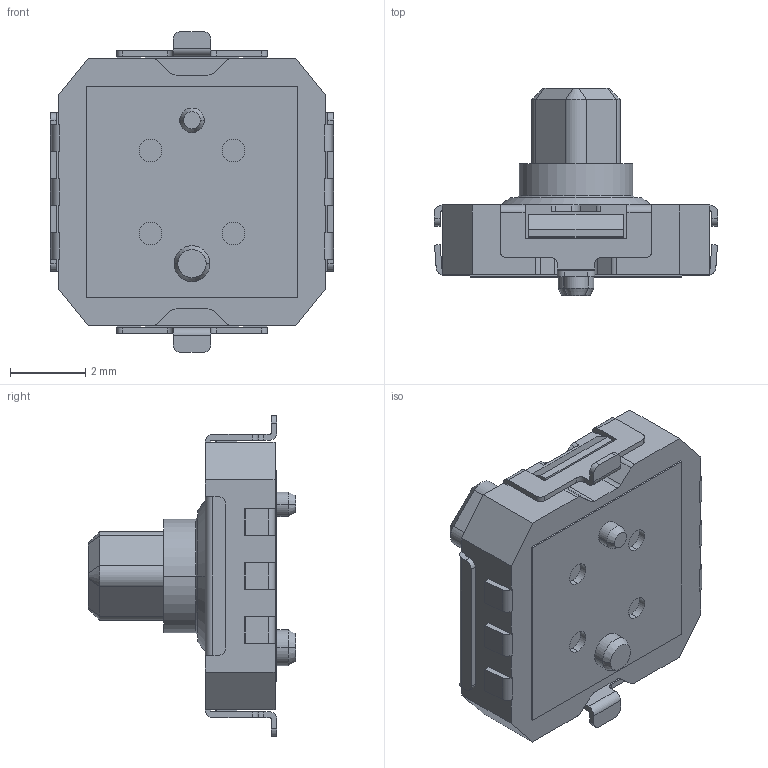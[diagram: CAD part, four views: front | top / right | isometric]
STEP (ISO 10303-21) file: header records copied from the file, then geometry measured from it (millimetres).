
FILE_DESCRIPTION((''),'2;1');
FILE_NAME('TM-4175-X-A','2019-12-19T',('Administrator'),(''),'PRO/ENGINEER BY PARAMETRIC TECHNOLOGY CORPORATION, 2010280','PRO/ENGINEER BY PARAMETRIC TECHNOLOGY CORPORATION, 2010280','');
FILE_SCHEMA(('CONFIG_CONTROL_DESIGN'));
Length unit declared in the file: millimetre
Products named in the file (1): TM-4175-X-A
Bounding box: 7.5 x 5.5 x 8.5 mm (x, y, z)
Volume: 108.6 mm3; surface area: 218.7 mm2
Topology: 1 solids, 1 shells, 653 faces, 1824 edges, 1202 vertices
Faces by surface type: plane 568, cylinder 69, cone 16
Entity records: 20676 total; most frequent: CARTESIAN_POINT 3679, ORIENTED_EDGE 3648, DIRECTION 3298, EDGE_CURVE 1824, VECTOR 1656, LINE 1656, VERTEX_POINT 1202, AXIS2_PLACEMENT_3D 821
